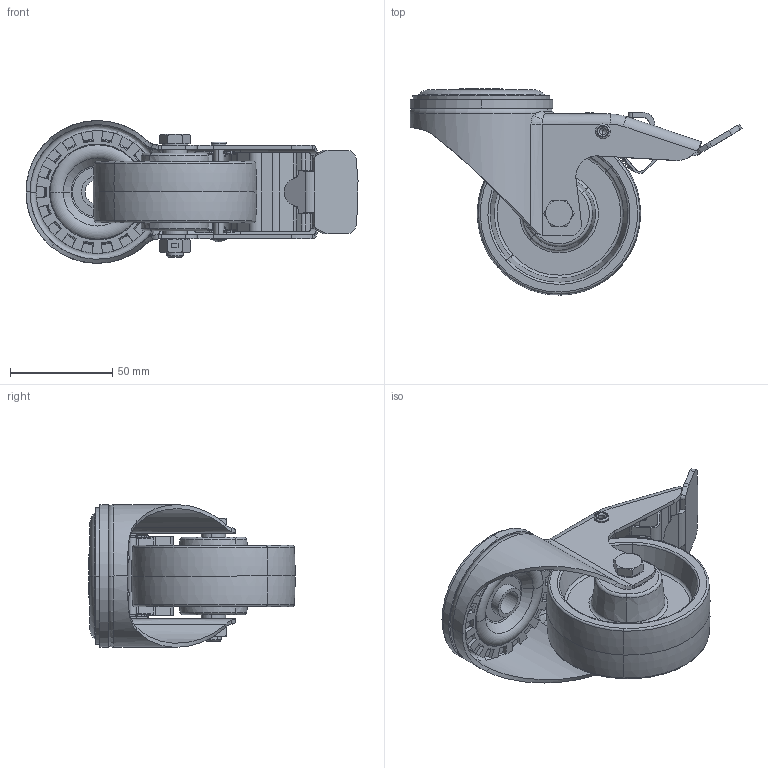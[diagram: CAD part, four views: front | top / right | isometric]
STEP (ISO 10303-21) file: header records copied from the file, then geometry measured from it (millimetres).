
FILE_DESCRIPTION (( 'STEP AP214' ), '1' );
FILE_NAME ('0056032.step', '2024-05-08T10:53:19', ( '' ), ( '' ), 'SwSTEP 2.0', 'SolidWorks 2020', '' );
FILE_SCHEMA (( 'AUTOMOTIVE_DESIGN' ));
Length unit declared in the file: millimetre
Products named in the file (1): 0056032
Bounding box: 162.71 x 101 x 70 mm (x, y, z)
Volume: 165413.1 mm3; surface area: 98069.7 mm2
Topology: 10 solids, 12 shells, 1187 faces, 3067 edges, 1898 vertices
Faces by surface type: plane 388, cylinder 340, bspline 214, torus 157, cone 84, sphere 4
Entity records: 60639 total; most frequent: CARTESIAN_POINT 19700, ORIENTED_EDGE 6098, DIRECTION 5559, EDGE_CURVE 3049, AXIS2_PLACEMENT_3D 2156, VERTEX_POINT 1898, LINE 1247, VECTOR 1247
